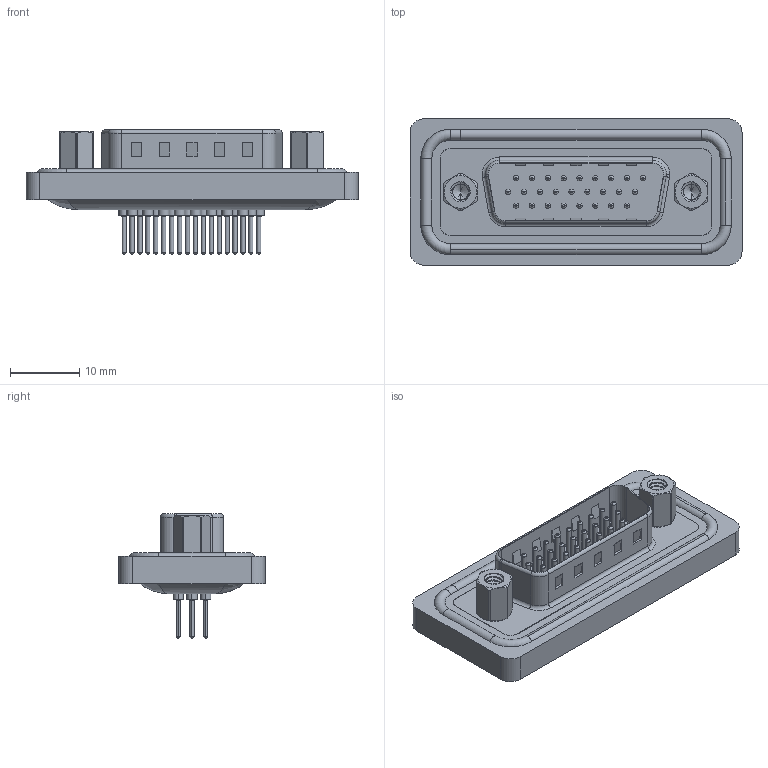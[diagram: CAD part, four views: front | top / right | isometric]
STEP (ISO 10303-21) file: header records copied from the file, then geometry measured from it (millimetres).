
FILE_DESCRIPTION (( 'STEP AP203' ), '1' );
FILE_NAME ('637-W26-621-012.STEP', '2018-11-28T16:31:08', ( '' ), ( '' ), 'SwSTEP 2.0', 'SolidWorks 2016', '' );
FILE_SCHEMA (( 'CONFIG_CONTROL_DESIGN' ));
Length unit declared in the file: millimetre
Products named in the file (9): 637W 4-40 Hex Standoff; 637-W26-621-012; 637W Housing_26 Contacts; 637W Shell_26 Contacts; 637W Contact Row 1_21; 637W Contact Row 2_21; 637W Contact Row 3_21; 637W Waterproof Housing_26 Contacts; 637W 4-40 Threaded Rivet
Assembly tree (33 placements, depth 2):
  637-W26-621-012
    637W Housing_26 Contacts
    637W Shell_26 Contacts
    637W Contact Row 1_21  x9
    637W Contact Row 2_21  x9
    637W Contact Row 3_21  x8
    637W Waterproof Housing_26 Contacts
    637W 4-40 Threaded Rivet  x2
    637W 4-40 Hex Standoff  x2
Bounding box: 47.89 x 21.1 x 17.9 mm (x, y, z)
Volume: 4896.3 mm3; surface area: 8796.5 mm2
Topology: 34 solids, 34 shells, 1496 faces, 3330 edges, 2043 vertices
Faces by surface type: cylinder 628, torus 459, plane 355, cone 32, bspline 22
Entity records: 27922 total; most frequent: CARTESIAN_POINT 8315, DIRECTION 4024, ORIENTED_EDGE 3562, EDGE_CURVE 1781, AXIS2_PLACEMENT_3D 1630, VERTEX_POINT 1142, EDGE_LOOP 943, CIRCLE 874
